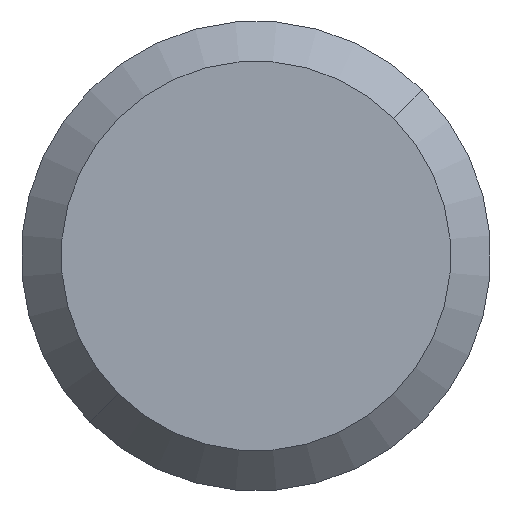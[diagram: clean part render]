
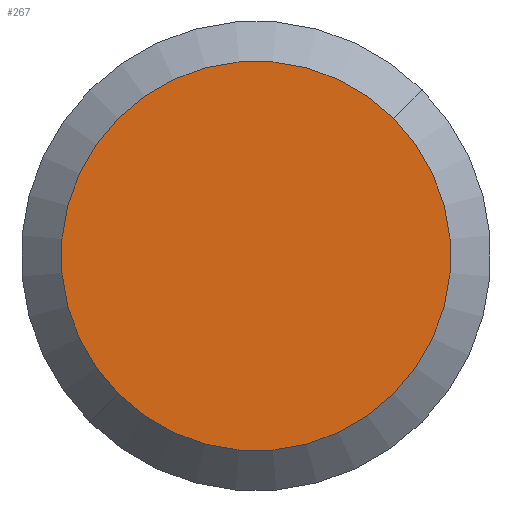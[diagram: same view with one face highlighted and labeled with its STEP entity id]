
A CAD part, front view. The second image highlights one B-rep face of the part: STEP entity #267.
In plain terms, the highlighted planar face has unit normal (0, -1, 0).
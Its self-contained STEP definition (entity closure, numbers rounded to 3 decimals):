
#247=CARTESIAN_POINT('POINT15',(0.11,3.062,
   7.245));
#248=VERTEX_POINT('VERTEX15',#247);
#249=CARTESIAN_POINT('POINT16',(-0.11,3.062,
   7.025));
#250=VERTEX_POINT('VERTEX16',#249);
#251=CARTESIAN_POINT('POS25',(0.,3.062,7.135));
#252=DIRECTION('DIR39',(0.,1.,0.));
#253=DIRECTION('DIR40',(0.707,0.,
   0.707));
#254=AXIS2_PLACEMENT_3D('AXIS15',#251,#252,#253);
#255=CIRCLE('ELLIPSE8',#254,0.156);
#256=EDGE_CURVE('EDGE25',#248,#250,#255,.T.);
#257=ORIENTED_EDGE('COEDGE47',*,*,#256,.F.);
#258=EDGE_CURVE('EDGE26',#250,#248,#255,.T.);
#259=ORIENTED_EDGE('COEDGE48',*,*,#258,.F.);
#260=EDGE_LOOP('NONE',(#257,#259));
#261=FACE_BOUND('LOOP1',#260,.T.);
#262=CARTESIAN_POINT('POS26',(0.,3.062,7.135));
#263=DIRECTION('DIR41',(0.,1.,0.));
#264=DIRECTION('DIR42',(1.,0.,0.));
#265=AXIS2_PLACEMENT_3D('AXIS16',#262,#263,#264);
#266=PLANE('PLANE3',#265);
#267=ADVANCED_FACE('FACE13',(#261),#266,.F.);
